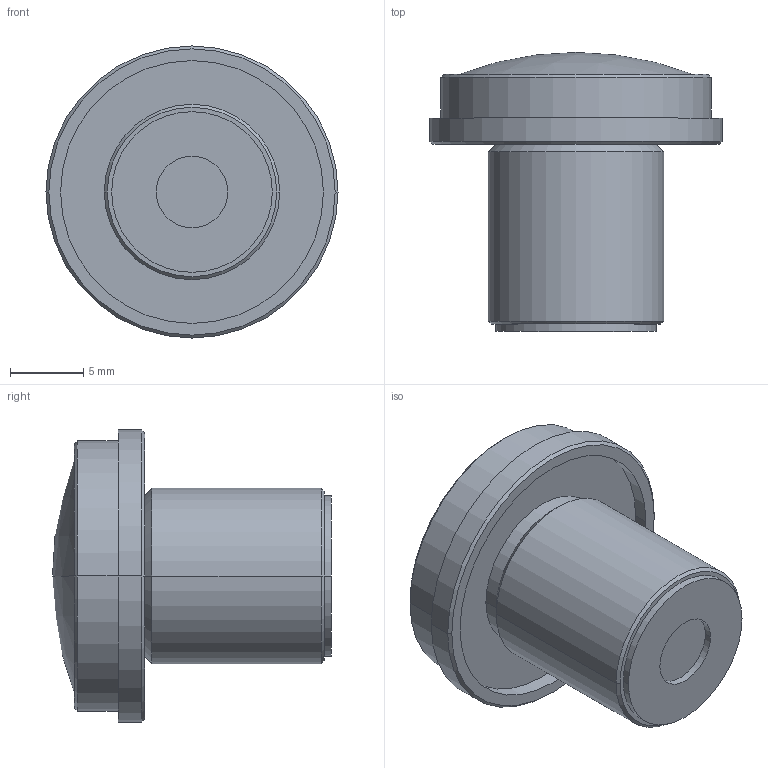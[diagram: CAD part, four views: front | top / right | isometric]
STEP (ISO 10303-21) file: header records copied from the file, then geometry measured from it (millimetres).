
FILE_DESCRIPTION (( 'STEP AP214' ), '1' );
FILE_NAME ('L102-2.11-M12.STEP', '', ( '' ), ( '' ), '', '', '' );
FILE_SCHEMA (( 'AUTOMOTIVE_DESIGN' ));
Length unit declared in the file: millimetre
Products named in the file (1): L102-2.11-M12
Bounding box: 20 x 19.1 x 20 mm (x, y, z)
Volume: 2786.5 mm3; surface area: 1508.6 mm2
Topology: 1 solids, 1 shells, 31 faces, 60 edges, 37 vertices
Faces by surface type: cylinder 14, cone 8, plane 7, sphere 2
Entity records: 834 total; most frequent: DIRECTION 162, CARTESIAN_POINT 129, ORIENTED_EDGE 120, AXIS2_PLACEMENT_3D 70, EDGE_CURVE 60, CIRCLE 38, EDGE_LOOP 37, VERTEX_POINT 37
